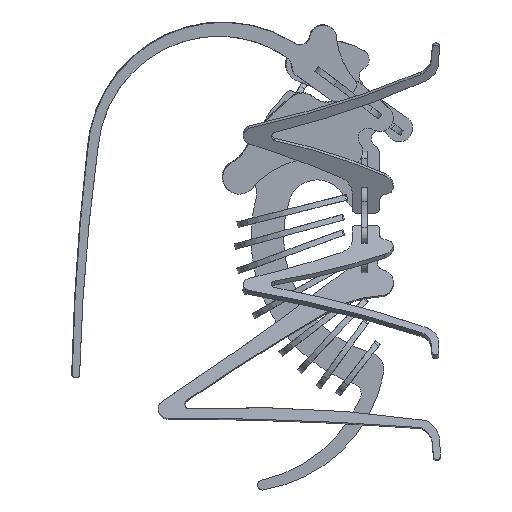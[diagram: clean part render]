
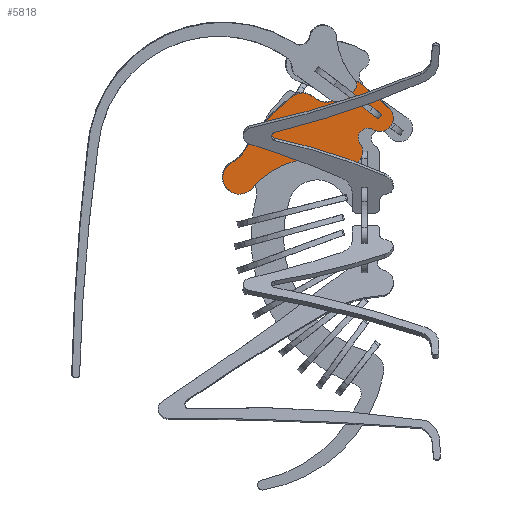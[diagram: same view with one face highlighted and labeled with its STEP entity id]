
A CAD part, left-side view. The second image highlights one B-rep face of the part: STEP entity #5818.
In plain terms, the highlighted face is planar.
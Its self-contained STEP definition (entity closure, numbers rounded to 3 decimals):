
#5818 = ADVANCED_FACE ( 'NONE', ( #15199 ), #17875, .F. ) ;
#6320 = VERTEX_POINT ( 'NONE', #18092 ) ;
#6321 = VERTEX_POINT ( 'NONE', #18093 ) ;
#6323 = VERTEX_POINT ( 'NONE', #18095 ) ;
#6324 = VERTEX_POINT ( 'NONE', #18096 ) ;
#6326 = VERTEX_POINT ( 'NONE', #18098 ) ;
#6328 = VERTEX_POINT ( 'NONE', #18100 ) ;
#6330 = VERTEX_POINT ( 'NONE', #18102 ) ;
#6332 = VERTEX_POINT ( 'NONE', #18104 ) ;
#6334 = VERTEX_POINT ( 'NONE', #18106 ) ;
#6336 = VERTEX_POINT ( 'NONE', #18108 ) ;
#6338 = VERTEX_POINT ( 'NONE', #18110 ) ;
#6340 = VERTEX_POINT ( 'NONE', #18112 ) ;
#6342 = VERTEX_POINT ( 'NONE', #18114 ) ;
#6344 = VERTEX_POINT ( 'NONE', #18116 ) ;
#6346 = VERTEX_POINT ( 'NONE', #18118 ) ;
#6348 = VERTEX_POINT ( 'NONE', #18120 ) ;
#6693 = ORIENTED_EDGE ( 'NONE', *, *, #7154, .F. ) ;
#6694 = ORIENTED_EDGE ( 'NONE', *, *, #7119, .F. ) ;
#6695 = ORIENTED_EDGE ( 'NONE', *, *, #7159, .F. ) ;
#6696 = ORIENTED_EDGE ( 'NONE', *, *, #7157, .F. ) ;
#6697 = ORIENTED_EDGE ( 'NONE', *, *, #7151, .F. ) ;
#6698 = ORIENTED_EDGE ( 'NONE', *, *, #7148, .F. ) ;
#6699 = ORIENTED_EDGE ( 'NONE', *, *, #7145, .F. ) ;
#6700 = ORIENTED_EDGE ( 'NONE', *, *, #7142, .F. ) ;
#6701 = ORIENTED_EDGE ( 'NONE', *, *, #7139, .F. ) ;
#6702 = ORIENTED_EDGE ( 'NONE', *, *, #7136, .F. ) ;
#6703 = ORIENTED_EDGE ( 'NONE', *, *, #7133, .F. ) ;
#6704 = ORIENTED_EDGE ( 'NONE', *, *, #7130, .F. ) ;
#6705 = ORIENTED_EDGE ( 'NONE', *, *, #7127, .F. ) ;
#6706 = ORIENTED_EDGE ( 'NONE', *, *, #7124, .F. ) ;
#6707 = ORIENTED_EDGE ( 'NONE', *, *, #7121, .F. ) ;
#6708 = ORIENTED_EDGE ( 'NONE', *, *, #7115, .F. ) ;
#7115 = EDGE_CURVE ( 'NONE', #6320, #6321, #17145, .T. ) ;
#7119 = EDGE_CURVE ( 'NONE', #6323, #6320, #17150, .T. ) ;
#7121 = EDGE_CURVE ( 'NONE', #6321, #6324, #17153, .T. ) ;
#7124 = EDGE_CURVE ( 'NONE', #6324, #6326, #17158, .T. ) ;
#7127 = EDGE_CURVE ( 'NONE', #6326, #6328, #17163, .T. ) ;
#7130 = EDGE_CURVE ( 'NONE', #6328, #6330, #17168, .T. ) ;
#7133 = EDGE_CURVE ( 'NONE', #6330, #6332, #17173, .T. ) ;
#7136 = EDGE_CURVE ( 'NONE', #6332, #6334, #17178, .T. ) ;
#7139 = EDGE_CURVE ( 'NONE', #6334, #6336, #17183, .T. ) ;
#7142 = EDGE_CURVE ( 'NONE', #6336, #6338, #17188, .T. ) ;
#7145 = EDGE_CURVE ( 'NONE', #6338, #6340, #17193, .T. ) ;
#7148 = EDGE_CURVE ( 'NONE', #6340, #6342, #15370, .T. ) ;
#7151 = EDGE_CURVE ( 'NONE', #6342, #6344, #17201, .T. ) ;
#7154 = EDGE_CURVE ( 'NONE', #6344, #6346, #15374, .T. ) ;
#7157 = EDGE_CURVE ( 'NONE', #6346, #6348, #15377, .T. ) ;
#7159 = EDGE_CURVE ( 'NONE', #6348, #6323, #15379, .T. ) ;
#8491 = EDGE_LOOP ( 'NONE', ( #6694, #6695, #6696, #6693, #6697, #6698, #6699, #6700, #6701, #6702, #6703, #6704, #6705, #6706, #6707, #6708 ) ) ;
#15199 = FACE_OUTER_BOUND ( 'NONE', #8491, .T. ) ;
#15370 = LINE ( 'NONE', #18644, #17199 ) ;
#15374 = LINE ( 'NONE', #18658, #17206 ) ;
#15377 = LINE ( 'NONE', #18664, #17209 ) ;
#15379 = LINE ( 'NONE', #18668, #17211 ) ;
#16998 = AXIS2_PLACEMENT_3D ( 'NONE', #17876, #17877, #17878 ) ;
#17145 = CIRCLE ( 'NONE', #17146, 4.694 ) ;
#17146 = AXIS2_PLACEMENT_3D ( 'NONE', #18534, #18535, #18536 ) ;
#17150 = CIRCLE ( 'NONE', #17152, 4.694 ) ;
#17152 = AXIS2_PLACEMENT_3D ( 'NONE', #18544, #18545, #18546 ) ;
#17153 = CIRCLE ( 'NONE', #17155, 665.066 ) ;
#17155 = AXIS2_PLACEMENT_3D ( 'NONE', #18549, #18550, #18551 ) ;
#17158 = CIRCLE ( 'NONE', #17160, 7.304 ) ;
#17160 = AXIS2_PLACEMENT_3D ( 'NONE', #18557, #18558, #18559 ) ;
#17163 = CIRCLE ( 'NONE', #17165, 5.301 ) ;
#17165 = AXIS2_PLACEMENT_3D ( 'NONE', #18565, #18566, #18567 ) ;
#17168 = CIRCLE ( 'NONE', #17170, 7.581 ) ;
#17170 = AXIS2_PLACEMENT_3D ( 'NONE', #18573, #18574, #18575 ) ;
#17173 = CIRCLE ( 'NONE', #17175, 43.205 ) ;
#17175 = AXIS2_PLACEMENT_3D ( 'NONE', #18581, #18582, #18583 ) ;
#17178 = CIRCLE ( 'NONE', #17180, 9.125 ) ;
#17180 = AXIS2_PLACEMENT_3D ( 'NONE', #18589, #18590, #18591 ) ;
#17183 = CIRCLE ( 'NONE', #17185, 16.682 ) ;
#17185 = AXIS2_PLACEMENT_3D ( 'NONE', #18620, #18621, #18622 ) ;
#17188 = CIRCLE ( 'NONE', #17190, 92.345 ) ;
#17190 = AXIS2_PLACEMENT_3D ( 'NONE', #18628, #18629, #18630 ) ;
#17193 = CIRCLE ( 'NONE', #17195, 8.927 ) ;
#17195 = AXIS2_PLACEMENT_3D ( 'NONE', #18636, #18637, #18638 ) ;
#17199 = VECTOR ( 'NONE', #18645, 1000. ) ;
#17201 = CIRCLE ( 'NONE', #17203, 10.182 ) ;
#17203 = AXIS2_PLACEMENT_3D ( 'NONE', #18650, #18651, #18652 ) ;
#17206 = VECTOR ( 'NONE', #18659, 1000. ) ;
#17209 = VECTOR ( 'NONE', #18665, 1000. ) ;
#17211 = VECTOR ( 'NONE', #18669, 1000. ) ;
#17875 = PLANE ( 'NONE',  #16998 ) ;
#17876 = CARTESIAN_POINT ( 'NONE',  ( -41930.578, 0., -18255.225 ) ) ;
#17877 = DIRECTION ( 'NONE',  ( 0., 1., 0. ) ) ;
#17878 = DIRECTION ( 'NONE',  ( 0., 0., 1. ) ) ;
#18092 = CARTESIAN_POINT ( 'NONE',  ( -41930.578, 0., -18259.919 ) ) ;
#18093 = CARTESIAN_POINT ( 'NONE',  ( -41930.847, 0., -18259.911 ) ) ;
#18095 = CARTESIAN_POINT ( 'NONE',  ( -41926.32, 0., -18253.248 ) ) ;
#18096 = CARTESIAN_POINT ( 'NONE',  ( -41951.624, 0., -18258.386 ) ) ;
#18098 = CARTESIAN_POINT ( 'NONE',  ( -41951.663, 0., -18243.838 ) ) ;
#18100 = CARTESIAN_POINT ( 'NONE',  ( -41950.593, 0., -18233.496 ) ) ;
#18102 = CARTESIAN_POINT ( 'NONE',  ( -41950.273, 0., -18218.919 ) ) ;
#18104 = CARTESIAN_POINT ( 'NONE',  ( -41918.031, 0., -18178.993 ) ) ;
#18106 = CARTESIAN_POINT ( 'NONE',  ( -41900.7, 0., -18183.363 ) ) ;
#18108 = CARTESIAN_POINT ( 'NONE',  ( -41902.24, 0., -18192.679 ) ) ;
#18110 = CARTESIAN_POINT ( 'NONE',  ( -41905.17, 0., -18230.698 ) ) ;
#18112 = CARTESIAN_POINT ( 'NONE',  ( -41913.114, 0., -18238.407 ) ) ;
#18114 = CARTESIAN_POINT ( 'NONE',  ( -41917.48, 0., -18238.584 ) ) ;
#18116 = CARTESIAN_POINT ( 'NONE',  ( -41926.324, 0., -18250.248 ) ) ;
#18118 = CARTESIAN_POINT ( 'NONE',  ( -41937.871, 0., -18250.246 ) ) ;
#18120 = CARTESIAN_POINT ( 'NONE',  ( -41937.871, 0., -18253.248 ) ) ;
#18534 = CARTESIAN_POINT ( 'NONE',  ( -41930.578, 0., -18255.225 ) ) ;
#18535 = DIRECTION ( 'NONE',  ( 0., 1., 0. ) ) ;
#18536 = DIRECTION ( 'NONE',  ( 0., 0., 1. ) ) ;
#18544 = CARTESIAN_POINT ( 'NONE',  ( -41930.578, 0., -18255.225 ) ) ;
#18545 = DIRECTION ( 'NONE',  ( 0., 1., 0. ) ) ;
#18546 = DIRECTION ( 'NONE',  ( 0., 0., 1. ) ) ;
#18549 = CARTESIAN_POINT ( 'NONE',  ( -41892.539, 0., -17595.949 ) ) ;
#18550 = DIRECTION ( 'NONE',  ( 0., 1., 0. ) ) ;
#18551 = DIRECTION ( 'NONE',  ( 0., 0., 1. ) ) ;
#18557 = CARTESIAN_POINT ( 'NONE',  ( -41950.977, 0., -18251.11 ) ) ;
#18558 = DIRECTION ( 'NONE',  ( 0., 1., 0. ) ) ;
#18559 = DIRECTION ( 'NONE',  ( 0., 0., 1. ) ) ;
#18565 = CARTESIAN_POINT ( 'NONE',  ( -41952.16, 0., -18238.56 ) ) ;
#18566 = DIRECTION ( 'NONE',  ( 0., -1., 0. ) ) ;
#18567 = DIRECTION ( 'NONE',  ( 0., 0., 1. ) ) ;
#18573 = CARTESIAN_POINT ( 'NONE',  ( -41948.355, 0., -18226.253 ) ) ;
#18574 = DIRECTION ( 'NONE',  ( 0., 1., 0. ) ) ;
#18575 = DIRECTION ( 'NONE',  ( 0., 0., 1. ) ) ;
#18581 = CARTESIAN_POINT ( 'NONE',  ( -41961.196, 0., -18177.118 ) ) ;
#18582 = DIRECTION ( 'NONE',  ( 0., -1., 0. ) ) ;
#18583 = DIRECTION ( 'NONE',  ( 0., 0., 1. ) ) ;
#18589 = CARTESIAN_POINT ( 'NONE',  ( -41908.915, 0., -18179.389 ) ) ;
#18590 = DIRECTION ( 'NONE',  ( 0., 1., 0. ) ) ;
#18591 = DIRECTION ( 'NONE',  ( 0., 0., 1. ) ) ;
#18620 = CARTESIAN_POINT ( 'NONE',  ( -41885.684, 0., -18190.63 ) ) ;
#18621 = DIRECTION ( 'NONE',  ( 0., -1., 0. ) ) ;
#18622 = DIRECTION ( 'NONE',  ( 0., 0., 1. ) ) ;
#18628 = CARTESIAN_POINT ( 'NONE',  ( -41993.793, 0., -18204.746 ) ) ;
#18629 = DIRECTION ( 'NONE',  ( 0., 1., 0. ) ) ;
#18630 = DIRECTION ( 'NONE',  ( 0., 0., 1. ) ) ;
#18636 = CARTESIAN_POINT ( 'NONE',  ( -41914.02, 0., -18229.526 ) ) ;
#18637 = DIRECTION ( 'NONE',  ( 0., 1., 0. ) ) ;
#18638 = DIRECTION ( 'NONE',  ( 0., 0., 1. ) ) ;
#18644 = CARTESIAN_POINT ( 'NONE',  ( -41913.114, 0., -18238.407 ) ) ;
#18645 = DIRECTION ( 'NONE',  ( -0.999, 0., -0.041 ) ) ;
#18650 = CARTESIAN_POINT ( 'NONE',  ( -41916.261, 0., -18248.693 ) ) ;
#18651 = DIRECTION ( 'NONE',  ( 0., -1., 0. ) ) ;
#18652 = DIRECTION ( 'NONE',  ( 0., 0., 1. ) ) ;
#18658 = CARTESIAN_POINT ( 'NONE',  ( -41926.324, 0., -18250.248 ) ) ;
#18659 = DIRECTION ( 'NONE',  ( -1., 0., 0. ) ) ;
#18664 = CARTESIAN_POINT ( 'NONE',  ( -41937.871, 0., -18250.246 ) ) ;
#18665 = DIRECTION ( 'NONE',  ( 0., 0., -1. ) ) ;
#18668 = CARTESIAN_POINT ( 'NONE',  ( -41937.871, 0., -18253.248 ) ) ;
#18669 = DIRECTION ( 'NONE',  ( 1., 0., 0. ) ) ;
